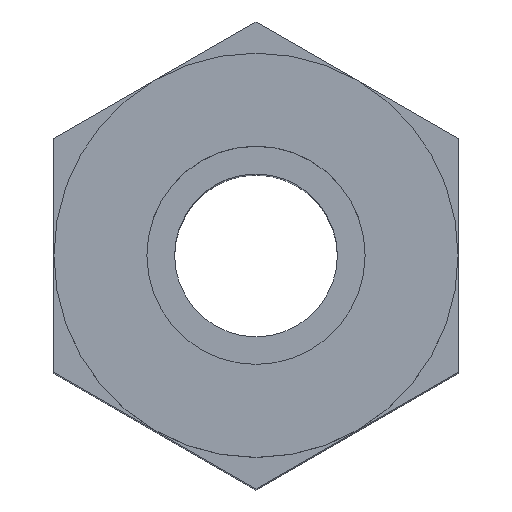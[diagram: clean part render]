
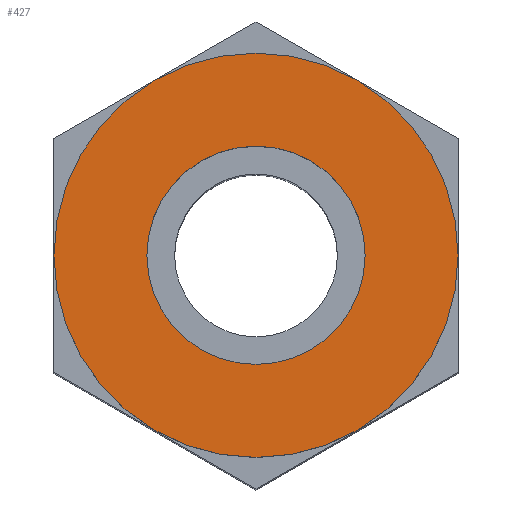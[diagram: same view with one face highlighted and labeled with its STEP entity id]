
A CAD part, top view. The second image highlights one B-rep face of the part: STEP entity #427.
In plain terms, the highlighted planar face has unit normal (0, 0, 1).
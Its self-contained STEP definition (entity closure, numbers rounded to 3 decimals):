
#18=FACE_BOUND('',#98,.T.);
#40=PLANE('',#496);
#67=FACE_OUTER_BOUND('',#97,.T.);
#97=EDGE_LOOP('',(#393,#394));
#98=EDGE_LOOP('',(#395));
#172=CIRCLE('',#454,1.35);
#189=CIRCLE('',#483,2.5);
#190=CIRCLE('',#484,2.5);
#194=VERTEX_POINT('',#643);
#221=VERTEX_POINT('',#723);
#222=VERTEX_POINT('',#725);
#229=EDGE_CURVE('',#194,#194,#172,.T.);
#271=EDGE_CURVE('',#222,#221,#189,.T.);
#272=EDGE_CURVE('',#221,#222,#190,.T.);
#393=ORIENTED_EDGE('',*,*,#271,.T.);
#394=ORIENTED_EDGE('',*,*,#272,.T.);
#395=ORIENTED_EDGE('',*,*,#229,.T.);
#427=ADVANCED_FACE('',(#67,#18),#40,.T.);
#454=AXIS2_PLACEMENT_3D('',#644,#512,#513);
#483=AXIS2_PLACEMENT_3D('',#726,#595,#596);
#484=AXIS2_PLACEMENT_3D('',#727,#597,#598);
#496=AXIS2_PLACEMENT_3D('',#750,#630,#631);
#512=DIRECTION('center_axis',(0.,0.,-1.));
#513=DIRECTION('ref_axis',(-1.,0.,0.));
#595=DIRECTION('center_axis',(0.,0.,1.));
#596=DIRECTION('ref_axis',(-1.,0.,0.));
#597=DIRECTION('center_axis',(0.,0.,1.));
#598=DIRECTION('ref_axis',(-1.,0.,0.));
#630=DIRECTION('center_axis',(0.,0.,1.));
#631=DIRECTION('ref_axis',(1.,0.,0.));
#643=CARTESIAN_POINT('',(1.35,0.,5.));
#644=CARTESIAN_POINT('Origin',(0.,0.,5.));
#723=CARTESIAN_POINT('',(2.5,0.,5.));
#725=CARTESIAN_POINT('',(-2.5,0.,5.));
#726=CARTESIAN_POINT('Origin',(0.,0.,5.));
#727=CARTESIAN_POINT('Origin',(0.,0.,5.));
#750=CARTESIAN_POINT('Origin',(0.,0.,
5.));
